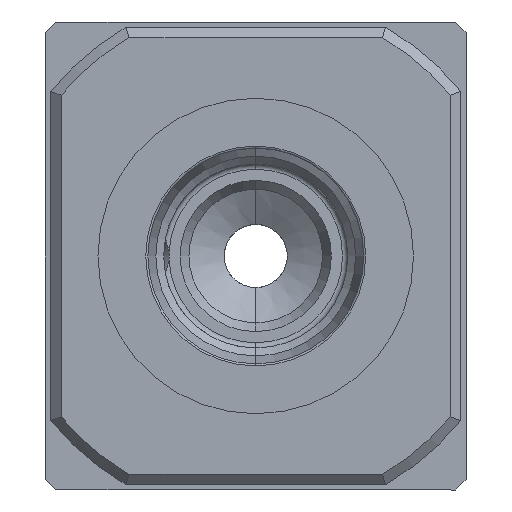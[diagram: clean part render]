
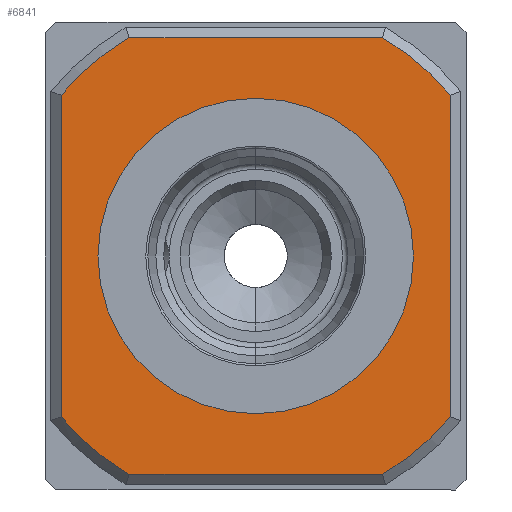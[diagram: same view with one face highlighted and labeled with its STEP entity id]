
A CAD part, left-side view. The second image highlights one B-rep face of the part: STEP entity #6841.
In plain terms, the highlighted planar face has unit normal (-1, 0, 0).
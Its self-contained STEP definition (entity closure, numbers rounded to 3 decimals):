
#90 = DIRECTION ( 'NONE',  ( 1., 0., 0. ) ) ;
#143 = CARTESIAN_POINT ( 'NONE',  ( -8.4, -39.5, 43. ) ) ;
#254 = FACE_BOUND ( 'NONE', #6404, .T. ) ;
#285 = AXIS2_PLACEMENT_3D ( 'NONE', #11147, #11213, #14992 ) ;
#301 = LINE ( 'NONE', #10719, #12323 ) ;
#382 = DIRECTION ( 'NONE',  ( 0., 1., 0. ) ) ;
#448 = VERTEX_POINT ( 'NONE', #5450 ) ;
#526 = CARTESIAN_POINT ( 'NONE',  ( -8.4, -20., 22.25 ) ) ;
#632 = DIRECTION ( 'NONE',  ( 0., 0., 1. ) ) ;
#652 = DIRECTION ( 'NONE',  ( 1., 0., 0. ) ) ;
#738 = AXIS2_PLACEMENT_3D ( 'NONE', #14093, #15377, #16858 ) ;
#1340 = EDGE_CURVE ( 'NONE', #7394, #13329, #301, .T. ) ;
#1510 = VERTEX_POINT ( 'NONE', #12079 ) ;
#1648 = DIRECTION ( 'NONE',  ( 0., 0., 1. ) ) ;
#1931 = ORIENTED_EDGE ( 'NONE', *, *, #10883, .T. ) ;
#2009 = CARTESIAN_POINT ( 'NONE',  ( -8.4, -32.06, 43. ) ) ;
#2156 = DIRECTION ( 'NONE',  ( 0., 0., 1. ) ) ;
#2327 = DIRECTION ( 'NONE',  ( -1., 0., 0. ) ) ;
#2410 = CARTESIAN_POINT ( 'NONE',  ( -8.4, -32.06, 1.5 ) ) ;
#3205 = CARTESIAN_POINT ( 'NONE',  ( -8.4, -20., 22.25 ) ) ;
#3415 = ORIENTED_EDGE ( 'NONE', *, *, #10566, .T. ) ;
#4241 = ORIENTED_EDGE ( 'NONE', *, *, #15711, .T. ) ;
#4293 = VERTEX_POINT ( 'NONE', #5276 ) ;
#4383 = CARTESIAN_POINT ( 'NONE',  ( -8.4, -7.94, 1.5 ) ) ;
#4505 = VERTEX_POINT ( 'NONE', #13100 ) ;
#4752 = DIRECTION ( 'NONE',  ( 0., 0., -1. ) ) ;
#5042 = ORIENTED_EDGE ( 'NONE', *, *, #1340, .T. ) ;
#5276 = CARTESIAN_POINT ( 'NONE',  ( -8.4, -38.5, 37.539 ) ) ;
#5368 = CIRCLE ( 'NONE', #8366, 15. ) ;
#5450 = CARTESIAN_POINT ( 'NONE',  ( -8.4, -7.94, 43. ) ) ;
#5923 = AXIS2_PLACEMENT_3D ( 'NONE', #3205, #11312, #1648 ) ;
#6101 = DIRECTION ( 'NONE',  ( -1., 0., 0. ) ) ;
#6168 = DIRECTION ( 'NONE',  ( 0., 0., -1. ) ) ;
#6280 = ORIENTED_EDGE ( 'NONE', *, *, #9162, .T. ) ;
#6287 = ORIENTED_EDGE ( 'NONE', *, *, #15820, .T. ) ;
#6404 = EDGE_LOOP ( 'NONE', ( #13398, #4241 ) ) ;
#6413 = CARTESIAN_POINT ( 'NONE',  ( -8.4, -1.5, 6.961 ) ) ;
#6841 = ADVANCED_FACE ( 'NONE', ( #11210, #254 ), #15499, .T. ) ;
#6879 = VECTOR ( 'NONE', #4752, 1000. ) ;
#7114 = AXIS2_PLACEMENT_3D ( 'NONE', #7781, #2327, #2156 ) ;
#7394 = VERTEX_POINT ( 'NONE', #4383 ) ;
#7424 = EDGE_LOOP ( 'NONE', ( #6280, #1931, #3415, #6287, #17369, #14696, #5042, #13113 ) ) ;
#7685 = VERTEX_POINT ( 'NONE', #8024 ) ;
#7781 = CARTESIAN_POINT ( 'NONE',  ( -8.4, -20., 22.25 ) ) ;
#8009 = EDGE_CURVE ( 'NONE', #13329, #1510, #9671, .T. ) ;
#8024 = CARTESIAN_POINT ( 'NONE',  ( -8.4, -1.5, 37.539 ) ) ;
#8329 = AXIS2_PLACEMENT_3D ( 'NONE', #16388, #90, #9681 ) ;
#8366 = AXIS2_PLACEMENT_3D ( 'NONE', #10209, #652, #6168 ) ;
#8375 = LINE ( 'NONE', #15654, #6879 ) ;
#8545 = VECTOR ( 'NONE', #8968, 1000. ) ;
#8968 = DIRECTION ( 'NONE',  ( 0., 0., 1. ) ) ;
#8988 = LINE ( 'NONE', #17150, #8545 ) ;
#9162 = EDGE_CURVE ( 'NONE', #1510, #4293, #8988, .T. ) ;
#9599 = CIRCLE ( 'NONE', #285, 24. ) ;
#9671 = CIRCLE ( 'NONE', #13608, 24. ) ;
#9681 = DIRECTION ( 'NONE',  ( 0., 0., -1. ) ) ;
#10209 = CARTESIAN_POINT ( 'NONE',  ( -8.4, -20., 22.25 ) ) ;
#10421 = EDGE_CURVE ( 'NONE', #4505, #11477, #12823, .T. ) ;
#10566 = EDGE_CURVE ( 'NONE', #15253, #448, #17702, .T. ) ;
#10669 = DIRECTION ( 'NONE',  ( 0., -1., 0. ) ) ;
#10719 = CARTESIAN_POINT ( 'NONE',  ( -8.4, -39.5, 1.5 ) ) ;
#10789 = CARTESIAN_POINT ( 'NONE',  ( -8.4, -20., 37.25 ) ) ;
#10883 = EDGE_CURVE ( 'NONE', #4293, #15253, #9599, .T. ) ;
#11147 = CARTESIAN_POINT ( 'NONE',  ( -8.4, -20., 22.25 ) ) ;
#11210 = FACE_OUTER_BOUND ( 'NONE', #7424, .T. ) ;
#11213 = DIRECTION ( 'NONE',  ( -1., 0., 0. ) ) ;
#11312 = DIRECTION ( 'NONE',  ( -1., 0., 0. ) ) ;
#11366 = VERTEX_POINT ( 'NONE', #6413 ) ;
#11477 = VERTEX_POINT ( 'NONE', #10789 ) ;
#12079 = CARTESIAN_POINT ( 'NONE',  ( -8.4, -38.5, 6.961 ) ) ;
#12323 = VECTOR ( 'NONE', #10669, 1000. ) ;
#12823 = CIRCLE ( 'NONE', #8329, 15. ) ;
#13100 = CARTESIAN_POINT ( 'NONE',  ( -8.4, -20., 7.25 ) ) ;
#13113 = ORIENTED_EDGE ( 'NONE', *, *, #8009, .T. ) ;
#13329 = VERTEX_POINT ( 'NONE', #2410 ) ;
#13398 = ORIENTED_EDGE ( 'NONE', *, *, #10421, .T. ) ;
#13608 = AXIS2_PLACEMENT_3D ( 'NONE', #526, #6101, #632 ) ;
#13750 = EDGE_CURVE ( 'NONE', #11366, #7394, #17428, .T. ) ;
#14093 = CARTESIAN_POINT ( 'NONE',  ( -8.4, -39.5, 44. ) ) ;
#14129 = VECTOR ( 'NONE', #382, 1000. ) ;
#14696 = ORIENTED_EDGE ( 'NONE', *, *, #13750, .T. ) ;
#14992 = DIRECTION ( 'NONE',  ( 0., 0., 1. ) ) ;
#15253 = VERTEX_POINT ( 'NONE', #2009 ) ;
#15377 = DIRECTION ( 'NONE',  ( -1., 0., 0. ) ) ;
#15499 = PLANE ( 'NONE',  #738 ) ;
#15654 = CARTESIAN_POINT ( 'NONE',  ( -8.4, -1.5, 44. ) ) ;
#15711 = EDGE_CURVE ( 'NONE', #11477, #4505, #5368, .T. ) ;
#15820 = EDGE_CURVE ( 'NONE', #448, #7685, #17591, .T. ) ;
#16388 = CARTESIAN_POINT ( 'NONE',  ( -8.4, -20., 22.25 ) ) ;
#16473 = EDGE_CURVE ( 'NONE', #7685, #11366, #8375, .T. ) ;
#16858 = DIRECTION ( 'NONE',  ( 0., 0., -1. ) ) ;
#17150 = CARTESIAN_POINT ( 'NONE',  ( -8.4, -38.5, 44. ) ) ;
#17369 = ORIENTED_EDGE ( 'NONE', *, *, #16473, .T. ) ;
#17428 = CIRCLE ( 'NONE', #5923, 24. ) ;
#17591 = CIRCLE ( 'NONE', #7114, 24. ) ;
#17702 = LINE ( 'NONE', #143, #14129 ) ;
